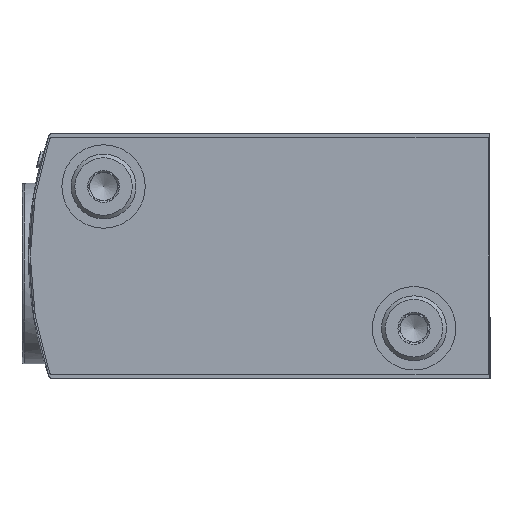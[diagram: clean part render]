
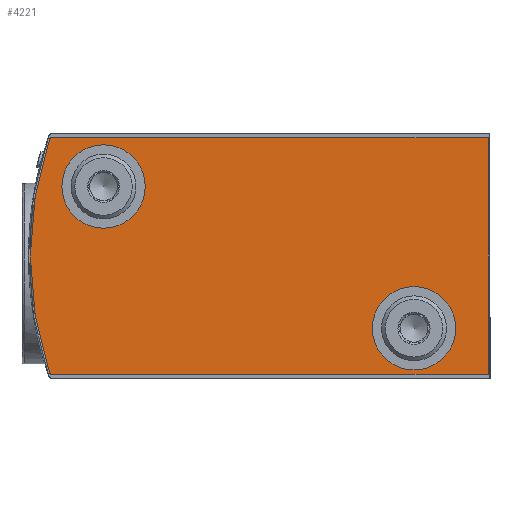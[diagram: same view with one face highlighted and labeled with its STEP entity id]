
A CAD part, left-side view. The second image highlights one B-rep face of the part: STEP entity #4221.
In plain terms, the highlighted planar face has unit normal (-1, 0, 0).
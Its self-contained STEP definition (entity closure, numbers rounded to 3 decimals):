
#509=LINE('',#7167,#863);
#512=LINE('',#7173,#866);
#515=LINE('',#7179,#869);
#863=VECTOR('',#5832,1000.);
#866=VECTOR('',#5837,1000.);
#869=VECTOR('',#5842,1000.);
#1911=ORIENTED_EDGE('',*,*,#2547,.T.);
#1912=ORIENTED_EDGE('',*,*,#2548,.T.);
#1913=ORIENTED_EDGE('',*,*,#2531,.F.);
#1914=ORIENTED_EDGE('',*,*,#2526,.F.);
#1915=ORIENTED_EDGE('',*,*,#2543,.F.);
#1916=ORIENTED_EDGE('',*,*,#2540,.F.);
#1917=ORIENTED_EDGE('',*,*,#2537,.F.);
#1918=ORIENTED_EDGE('',*,*,#2534,.F.);
#2526=EDGE_CURVE('',#2951,#2952,#3164,.T.);
#2531=EDGE_CURVE('',#2952,#2956,#3166,.T.);
#2534=EDGE_CURVE('',#2956,#2958,#509,.T.);
#2537=EDGE_CURVE('',#2958,#2960,#512,.T.);
#2540=EDGE_CURVE('',#2960,#2962,#515,.T.);
#2543=EDGE_CURVE('',#2962,#2951,#3168,.T.);
#2547=EDGE_CURVE('',#2966,#2966,#3172,.T.);
#2548=EDGE_CURVE('',#2967,#2967,#3173,.T.);
#2951=VERTEX_POINT('',#7141);
#2952=VERTEX_POINT('',#7142);
#2956=VERTEX_POINT('',#7162);
#2958=VERTEX_POINT('',#7168);
#2960=VERTEX_POINT('',#7174);
#2962=VERTEX_POINT('',#7180);
#2966=VERTEX_POINT('',#7194);
#2967=VERTEX_POINT('',#7196);
#3164=CIRCLE('',#4668,39.5);
#3166=CIRCLE('',#4671,0.2);
#3168=CIRCLE('',#4677,0.2);
#3172=CIRCLE('',#4683,4.5);
#3173=CIRCLE('',#4684,4.5);
#3472=EDGE_LOOP('',(#1911));
#3473=EDGE_LOOP('',(#1912));
#3474=EDGE_LOOP('',(#1913,#1914,#1915,#1916,#1917,#1918));
#3810=FACE_BOUND('',#3472,.T.);
#3811=FACE_BOUND('',#3473,.T.);
#3812=FACE_BOUND('',#3474,.T.);
#3993=PLANE('',#4682);
#4221=ADVANCED_FACE('',(#3810,#3811,#3812),#3993,.F.);
#4668=AXIS2_PLACEMENT_3D('',#7140,#5817,#5818);
#4671=AXIS2_PLACEMENT_3D('',#7161,#5825,#5826);
#4677=AXIS2_PLACEMENT_3D('',#7185,#5847,#5848);
#4682=AXIS2_PLACEMENT_3D('',#7192,#5857,#5858);
#4683=AXIS2_PLACEMENT_3D('',#7193,#5859,#5860);
#4684=AXIS2_PLACEMENT_3D('',#7195,#5861,#5862);
#5817=DIRECTION('',(1.,0.,0.));
#5818=DIRECTION('',(0.,0.,-1.));
#5825=DIRECTION('',(1.,0.,0.));
#5826=DIRECTION('',(0.,0.,-1.));
#5832=DIRECTION('',(0.,-1.,0.));
#5837=DIRECTION('',(0.,0.,-1.));
#5842=DIRECTION('',(0.,1.,0.));
#5847=DIRECTION('',(1.,0.,0.));
#5848=DIRECTION('',(0.,0.,-1.));
#5857=DIRECTION('',(1.,0.,0.));
#5858=DIRECTION('',(0.,0.,-1.));
#5859=DIRECTION('',(1.,0.,0.));
#5860=DIRECTION('',(0.,0.,-1.));
#5861=DIRECTION('',(1.,0.,0.));
#5862=DIRECTION('',(0.,0.,-1.));
#7140=CARTESIAN_POINT('',(0.,10.1,0.));
#7141=CARTESIAN_POINT('',(0.,47.532,-12.614));
#7142=CARTESIAN_POINT('',(0.,47.532,12.614));
#7161=CARTESIAN_POINT('',(0.,47.342,12.55));
#7162=CARTESIAN_POINT('',(0.,47.342,12.75));
#7167=CARTESIAN_POINT('',(0.,47.342,12.75));
#7168=CARTESIAN_POINT('',(0.,0.2,12.75));
#7173=CARTESIAN_POINT('',(0.,0.2,12.75));
#7174=CARTESIAN_POINT('',(0.,0.2,-12.75));
#7179=CARTESIAN_POINT('',(0.,0.2,-12.75));
#7180=CARTESIAN_POINT('',(0.,47.342,-12.75));
#7185=CARTESIAN_POINT('',(0.,47.342,-12.55));
#7192=CARTESIAN_POINT('',(0.,47.342,12.55));
#7193=CARTESIAN_POINT('',(0.,41.7,7.5));
#7194=CARTESIAN_POINT('',(0.,41.7,3.));
#7195=CARTESIAN_POINT('',(0.,8.2,-7.8));
#7196=CARTESIAN_POINT('',(0.,8.2,-12.3));
